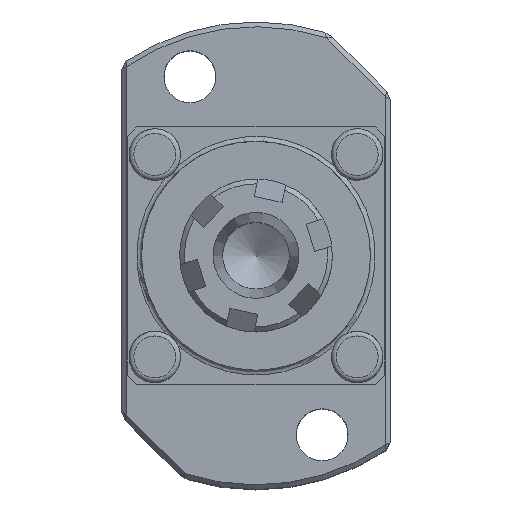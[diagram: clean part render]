
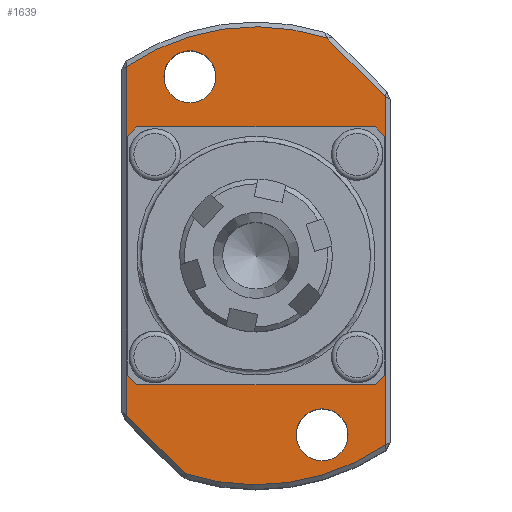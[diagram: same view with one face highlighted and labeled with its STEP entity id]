
A CAD part, top view. The second image highlights one B-rep face of the part: STEP entity #1639.
In plain terms, the highlighted planar face has unit normal (0, 0, 1).
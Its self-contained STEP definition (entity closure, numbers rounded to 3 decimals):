
#62=LINE('',#2524,#184);
#64=LINE('',#2528,#186);
#66=LINE('',#2532,#188);
#69=LINE('',#2538,#191);
#72=LINE('',#2543,#194);
#74=LINE('',#2547,#196);
#75=LINE('',#2549,#197);
#76=LINE('',#2551,#198);
#100=LINE('',#2628,#222);
#115=LINE('',#2668,#237);
#119=LINE('',#2683,#241);
#123=LINE('',#2689,#245);
#184=VECTOR('',#1992,1.414);
#186=VECTOR('',#1996,25.);
#188=VECTOR('',#2000,1.414);
#191=VECTOR('',#2005,1.414);
#194=VECTOR('',#2010,25.);
#196=VECTOR('',#2014,1.414);
#197=VECTOR('',#2017,25.);
#198=VECTOR('',#2020,25.);
#222=VECTOR('',#2072,8.674);
#237=VECTOR('',#2107,36.501);
#241=VECTOR('',#2121,8.674);
#245=VECTOR('',#2129,36.501);
#369=PLANE('',#1792);
#419=FACE_BOUND('',#639,.T.);
#420=FACE_BOUND('',#640,.T.);
#421=FACE_BOUND('',#641,.T.);
#503=FACE_OUTER_BOUND('',#638,.T.);
#638=EDGE_LOOP('',(#1352,#1353,#1354,#1355,#1356,#1357));
#639=EDGE_LOOP('',(#1358,#1359,#1360,#1361,#1362,#1363,#1364,#1365));
#640=EDGE_LOOP('',(#1366));
#641=EDGE_LOOP('',(#1367));
#731=CIRCLE('',#1774,24.);
#733=CIRCLE('',#1781,24.);
#738=CIRCLE('',#1793,2.725);
#739=CIRCLE('',#1794,2.725);
#799=VERTEX_POINT('',#2521);
#800=VERTEX_POINT('',#2523);
#801=VERTEX_POINT('',#2527);
#802=VERTEX_POINT('',#2531);
#803=VERTEX_POINT('',#2535);
#804=VERTEX_POINT('',#2537);
#805=VERTEX_POINT('',#2541);
#806=VERTEX_POINT('',#2545);
#818=VERTEX_POINT('',#2584);
#824=VERTEX_POINT('',#2603);
#829=VERTEX_POINT('',#2619);
#835=VERTEX_POINT('',#2647);
#838=VERTEX_POINT('',#2657);
#842=VERTEX_POINT('',#2674);
#846=VERTEX_POINT('',#2716);
#847=VERTEX_POINT('',#2718);
#948=EDGE_CURVE('',#799,#800,#62,.F.);
#950=EDGE_CURVE('',#801,#800,#64,.T.);
#952=EDGE_CURVE('',#801,#802,#66,.F.);
#955=EDGE_CURVE('',#803,#804,#69,.F.);
#958=EDGE_CURVE('',#803,#805,#72,.T.);
#960=EDGE_CURVE('',#806,#805,#74,.F.);
#961=EDGE_CURVE('',#799,#804,#75,.T.);
#962=EDGE_CURVE('',#806,#802,#76,.T.);
#993=EDGE_CURVE('',#818,#829,#100,.T.);
#1012=EDGE_CURVE('',#829,#838,#115,.T.);
#1017=EDGE_CURVE('',#838,#842,#731,.T.);
#1019=EDGE_CURVE('',#842,#835,#119,.T.);
#1023=EDGE_CURVE('',#835,#824,#123,.T.);
#1027=EDGE_CURVE('',#824,#818,#733,.T.);
#1038=EDGE_CURVE('',#846,#846,#738,.T.);
#1039=EDGE_CURVE('',#847,#847,#739,.T.);
#1352=ORIENTED_EDGE('',*,*,#993,.F.);
#1353=ORIENTED_EDGE('',*,*,#1027,.F.);
#1354=ORIENTED_EDGE('',*,*,#1023,.F.);
#1355=ORIENTED_EDGE('',*,*,#1019,.F.);
#1356=ORIENTED_EDGE('',*,*,#1017,.F.);
#1357=ORIENTED_EDGE('',*,*,#1012,.F.);
#1358=ORIENTED_EDGE('',*,*,#950,.T.);
#1359=ORIENTED_EDGE('',*,*,#948,.F.);
#1360=ORIENTED_EDGE('',*,*,#961,.T.);
#1361=ORIENTED_EDGE('',*,*,#955,.F.);
#1362=ORIENTED_EDGE('',*,*,#958,.T.);
#1363=ORIENTED_EDGE('',*,*,#960,.F.);
#1364=ORIENTED_EDGE('',*,*,#962,.T.);
#1365=ORIENTED_EDGE('',*,*,#952,.F.);
#1366=ORIENTED_EDGE('',*,*,#1038,.T.);
#1367=ORIENTED_EDGE('',*,*,#1039,.T.);
#1639=ADVANCED_FACE('',(#503,#419,#420,#421),#369,.T.);
#1774=AXIS2_PLACEMENT_3D('',#2680,#2115,#2116);
#1781=AXIS2_PLACEMENT_3D('',#2695,#2137,#2138);
#1792=AXIS2_PLACEMENT_3D('',#2715,#2165,#2166);
#1793=AXIS2_PLACEMENT_3D('',#2717,#2167,#2168);
#1794=AXIS2_PLACEMENT_3D('',#2719,#2169,#2170);
#1992=DIRECTION('',(0.707,0.707,0.));
#1996=DIRECTION('',(0.,1.,0.));
#2000=DIRECTION('',(-0.707,0.707,0.));
#2005=DIRECTION('',(0.707,-0.707,0.));
#2010=DIRECTION('',(0.,-1.,0.));
#2014=DIRECTION('',(-0.707,-0.707,0.));
#2017=DIRECTION('',(1.,0.,0.));
#2020=DIRECTION('',(-1.,0.,0.));
#2072=DIRECTION('',(-0.707,0.707,0.));
#2107=DIRECTION('',(0.,1.,0.));
#2115=DIRECTION('center_axis',(0.,0.,-1.));
#2116=DIRECTION('ref_axis',(-1.,0.,0.));
#2121=DIRECTION('',(0.707,-0.707,0.));
#2129=DIRECTION('',(0.,-1.,0.));
#2137=DIRECTION('center_axis',(0.,0.,-1.));
#2138=DIRECTION('ref_axis',(1.,0.,0.));
#2165=DIRECTION('center_axis',(0.,0.,1.));
#2166=DIRECTION('ref_axis',(1.,0.,0.));
#2167=DIRECTION('center_axis',(0.,0.,-1.));
#2168=DIRECTION('ref_axis',(1.,0.,0.));
#2169=DIRECTION('center_axis',(0.,0.,-1.));
#2170=DIRECTION('ref_axis',(1.,0.,0.));
#2521=CARTESIAN_POINT('',(-12.5,13.5,25.2));
#2523=CARTESIAN_POINT('',(-13.5,12.5,25.2));
#2524=CARTESIAN_POINT('',(-13.,13.,25.2));
#2527=CARTESIAN_POINT('',(-13.5,-12.5,25.2));
#2528=CARTESIAN_POINT('',(-13.5,6.75,25.2));
#2531=CARTESIAN_POINT('',(-12.5,-13.5,25.2));
#2532=CARTESIAN_POINT('',(-13.,-13.,25.2));
#2535=CARTESIAN_POINT('',(13.5,12.5,25.2));
#2537=CARTESIAN_POINT('',(12.5,13.5,25.2));
#2538=CARTESIAN_POINT('',(13.,13.,25.2));
#2541=CARTESIAN_POINT('',(13.5,-12.5,25.2));
#2543=CARTESIAN_POINT('',(13.5,-6.75,25.2));
#2545=CARTESIAN_POINT('',(12.5,-13.5,25.2));
#2547=CARTESIAN_POINT('',(13.,-13.,25.2));
#2549=CARTESIAN_POINT('',(6.75,13.5,25.2));
#2551=CARTESIAN_POINT('',(-6.75,-13.5,25.2));
#2584=CARTESIAN_POINT('',(-7.417,-22.825,25.2));
#2603=CARTESIAN_POINT('',(13.55,-19.809,25.2));
#2619=CARTESIAN_POINT('',(-13.55,-16.692,25.2));
#2628=CARTESIAN_POINT('',(-14.409,-15.833,25.2));
#2647=CARTESIAN_POINT('',(13.55,16.692,25.2));
#2657=CARTESIAN_POINT('',(-13.55,19.809,25.2));
#2668=CARTESIAN_POINT('',(-13.55,10.339,25.2));
#2674=CARTESIAN_POINT('',(7.417,22.825,25.2));
#2680=CARTESIAN_POINT('Origin',(0.,0.,25.2));
#2683=CARTESIAN_POINT('',(14.409,15.833,25.2));
#2689=CARTESIAN_POINT('',(13.55,-10.339,25.2));
#2695=CARTESIAN_POINT('Origin',(0.,0.,25.2));
#2715=CARTESIAN_POINT('Origin',(0.,0.,25.2));
#2716=CARTESIAN_POINT('',(9.65,-18.763,25.2));
#2717=CARTESIAN_POINT('Origin',(6.925,-18.763,25.2));
#2718=CARTESIAN_POINT('',(-4.2,18.763,25.2));
#2719=CARTESIAN_POINT('Origin',(-6.925,18.763,25.2));
